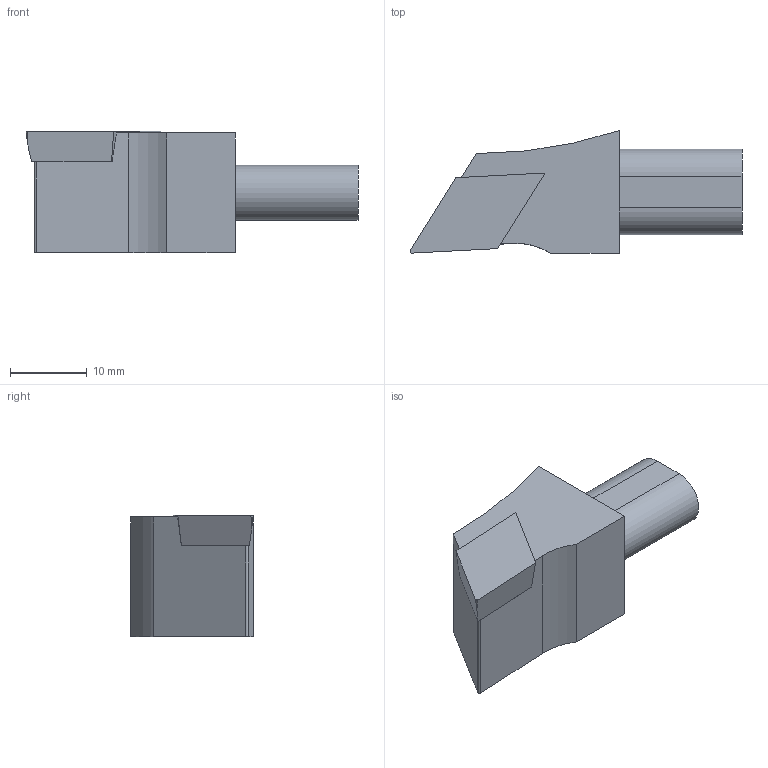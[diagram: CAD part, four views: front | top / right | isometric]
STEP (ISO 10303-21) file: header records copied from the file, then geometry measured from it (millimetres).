
FILE_DESCRIPTION(/* description */ (''),/* implementation_level */ '2;1');
FILE_NAME(/* name */ 'SDJCR-16X43.3-11.stp',/* time_stamp */ '2023-11-07T08:35:37+03:00',/* author */ (''),/* organization */ (''),/* preprocessor_version */ 'ST-DEVELOPER v19.4',/* originating_system */ 'SIEMENS PLM Software NX2306.3001',/* authorisation */ '');
FILE_SCHEMA (('AUTOMOTIVE_DESIGN { 1 0 10303 214 3 1 1 1 }'));
Length unit declared in the file: millimetre
Products named in the file (1): SDJCR-16X43.3-11
Bounding box: 43.31 x 16 x 15.8 mm (x, y, z)
Volume: 5797.7 mm3; surface area: 2636.2 mm2
Topology: 2 solids, 2 shells, 24 faces, 58 edges, 38 vertices
Faces by surface type: plane 18, cylinder 5, cone 1
Entity records: 721 total; most frequent: CARTESIAN_POINT 120, DIRECTION 118, ORIENTED_EDGE 114, EDGE_CURVE 57, LINE 46, VECTOR 46, VERTEX_POINT 38, AXIS2_PLACEMENT_3D 36
